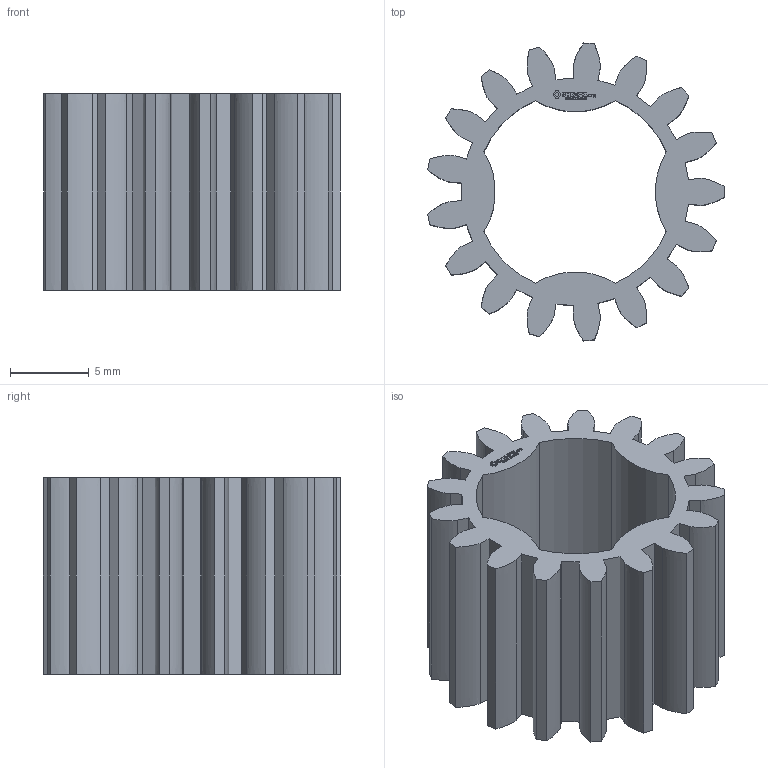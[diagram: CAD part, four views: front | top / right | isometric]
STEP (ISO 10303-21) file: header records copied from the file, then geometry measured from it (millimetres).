
FILE_DESCRIPTION(('FreeCAD Model'),'2;1');
FILE_NAME('Open CASCADE Shape Model','2024-03-09T17:35:30',(''),(''), 'Open CASCADE STEP processor 7.6','FreeCAD','Unknown');
FILE_SCHEMA(('AUTOMOTIVE_DESIGN { 1 0 10303 214 1 1 1 1 }'));
Length unit declared in the file: millimetre
Products named in the file (1): Gear Wheel PLN TTH17 BU01.00 SFT-SHD - SPN-GWH-0048 (stemfie.org)
Bounding box: 18.89 x 18.97 x 12.5 mm (x, y, z)
Volume: 1380 mm3; surface area: 2125.2 mm2
Topology: 1 solids, 1 shells, 579 faces, 1632 edges, 1088 vertices
Faces by surface type: plane 323, extrusion 248, cylinder 8
Entity records: 42970 total; most frequent: CARTESIAN_POINT 11954, DIRECTION 4832, VECTOR 4120, LINE 3872, ORIENTED_EDGE 3264, PCURVE 3264, DEFINITIONAL_REPRESENTATION 3264, EDGE_CURVE 1632
